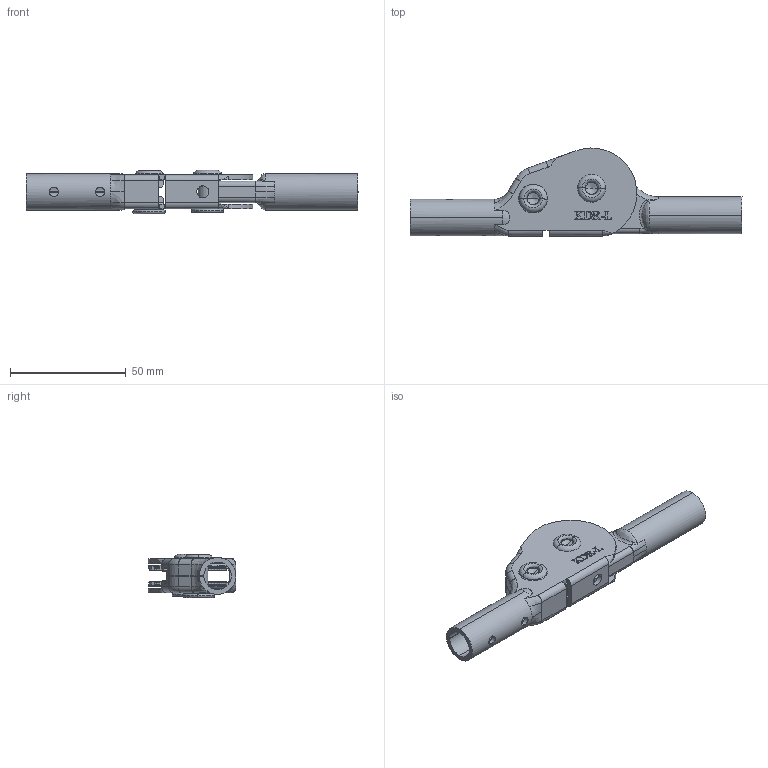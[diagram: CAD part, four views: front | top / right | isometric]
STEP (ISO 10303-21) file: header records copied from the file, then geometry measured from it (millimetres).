
FILE_DESCRIPTION (( 'STEP AP203' ), '1' );
FILE_NAME ('KDR-L(PRODUCT DRAWINGS).STEP', '2025-02-06T08:00:35', ( '' ), ( '' ), 'SwSTEP 2.0', 'SolidWorks 2023', '' );
FILE_SCHEMA (( 'CONFIG_CONTROL_DESIGN' ));
Length unit declared in the file: millimetre
Products named in the file (5): KS-12SE-ジク_ｶｼﾒ浅; KDR-L-Gear; KDR-L用ﾘﾍﾞｯﾄ_ｶｼﾒ浅; KDR-L-Case; KDR-L(PRODUCT DRAWINGS)
Assembly tree (4 placements, depth 2):
  KDR-L(PRODUCT DRAWINGS)
    KDR-L-Case
    KDR-L-Gear
    KS-12SE-ジク_ｶｼﾒ浅
    KDR-L用ﾘﾍﾞｯﾄ_ｶｼﾒ浅
Bounding box: 143.4 x 38 x 18.7 mm (x, y, z)
Volume: 20177.7 mm3; surface area: 23217.7 mm2
Topology: 4 solids, 4 shells, 1050 faces, 3005 edges, 1986 vertices
Faces by surface type: cylinder 435, plane 368, bspline 185, torus 46, cone 12, sphere 4
Entity records: 47101 total; most frequent: CARTESIAN_POINT 19781, ORIENTED_EDGE 5990, DIRECTION 5189, EDGE_CURVE 2995, VERTEX_POINT 1986, AXIS2_PLACEMENT_3D 1829, VECTOR 1531, LINE 1531
